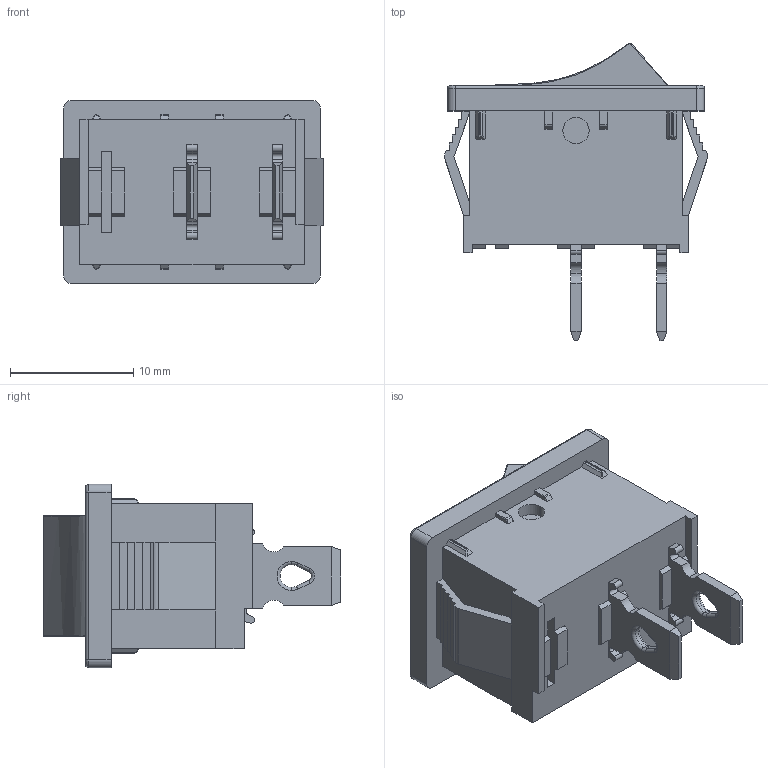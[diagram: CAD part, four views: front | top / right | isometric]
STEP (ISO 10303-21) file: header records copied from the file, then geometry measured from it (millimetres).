
FILE_DESCRIPTION (( 'STEP AP214' ), '1' );
FILE_NAME ('Power Switch.STEP', '2021-11-09T02:56:22', ( '' ), ( '' ), 'SwSTEP 2.0', 'SolidWorks 2020', '' );
FILE_SCHEMA (( 'AUTOMOTIVE_DESIGN' ));
Length unit declared in the file: inch
Products named in the file (1): Power Switch
Bounding box: 21.33 x 24.14 x 14.86 mm (x, y, z)
Volume: 3109.6 mm3; surface area: 2507.9 mm2
Topology: 4 solids, 4 shells, 300 faces, 771 edges, 482 vertices
Faces by surface type: plane 223, cylinder 52, torus 22, bspline 3
Entity records: 9170 total; most frequent: CARTESIAN_POINT 1753, ORIENTED_EDGE 1542, DIRECTION 1487, EDGE_CURVE 771, LINE 631, VECTOR 631, VERTEX_POINT 482, AXIS2_PLACEMENT_3D 428
